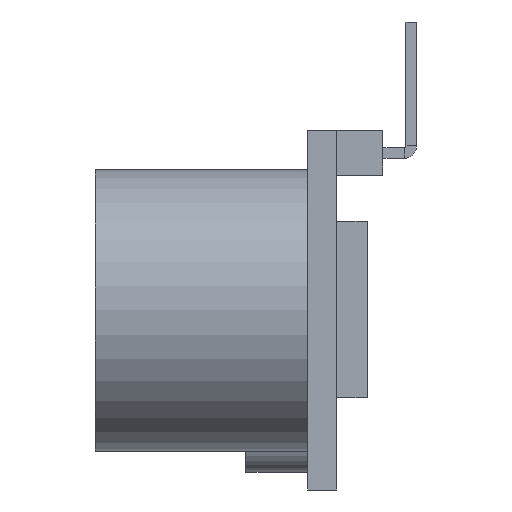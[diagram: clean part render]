
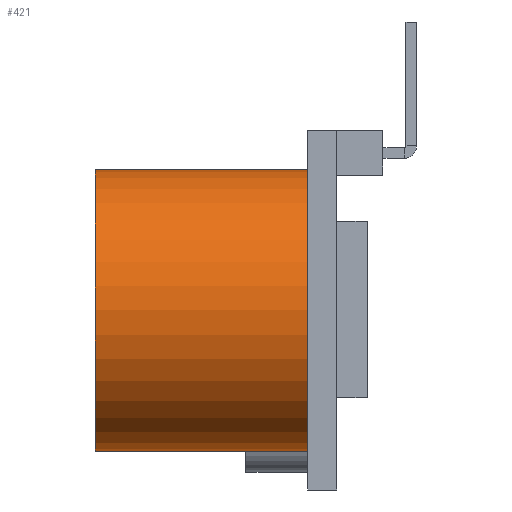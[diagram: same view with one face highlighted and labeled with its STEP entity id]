
A CAD part, left-side view. The second image highlights one B-rep face of the part: STEP entity #421.
In plain terms, the highlighted cylindrical face has radius 7.95 mm (diameter 15.9 mm), a partial arc.
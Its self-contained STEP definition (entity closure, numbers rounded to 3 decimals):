
#86 = CARTESIAN_POINT ( 'NONE',  ( -13.25, 1.65, 7.95 ) ) ;
#161 = ORIENTED_EDGE ( 'NONE', *, *, #1217, .F. ) ;
#269 = CARTESIAN_POINT ( 'NONE',  ( -13.25, 13.65, 7.95 ) ) ;
#410 = VERTEX_POINT ( 'NONE', #467 ) ;
#421 = ADVANCED_FACE ( 'NONE', ( #1277 ), #1682, .T. ) ;
#432 = AXIS2_PLACEMENT_3D ( 'NONE', #2450, #1408, #2039 ) ;
#434 = VERTEX_POINT ( 'NONE', #269 ) ;
#467 = CARTESIAN_POINT ( 'NONE',  ( -13.25, 13.65, -7.95 ) ) ;
#470 = CARTESIAN_POINT ( 'NONE',  ( -13.25, 1.65, -7.95 ) ) ;
#492 = EDGE_LOOP ( 'NONE', ( #2596, #161, #853, #1910 ) ) ;
#542 = VERTEX_POINT ( 'NONE', #470 ) ;
#549 = LINE ( 'NONE', #2243, #1970 ) ;
#551 = DIRECTION ( 'NONE',  ( 0., 0., 1. ) ) ;
#620 = CIRCLE ( 'NONE', #2496, 7.95 ) ;
#853 = ORIENTED_EDGE ( 'NONE', *, *, #941, .T. ) ;
#870 = CARTESIAN_POINT ( 'NONE',  ( -13.25, 13.65, 0. ) ) ;
#941 = EDGE_CURVE ( 'NONE', #410, #542, #549, .T. ) ;
#1098 = LINE ( 'NONE', #2349, #2033 ) ;
#1217 = EDGE_CURVE ( 'NONE', #410, #434, #1253, .T. ) ;
#1242 = AXIS2_PLACEMENT_3D ( 'NONE', #870, #1492, #2341 ) ;
#1253 = CIRCLE ( 'NONE', #432, 7.95 ) ;
#1277 = FACE_OUTER_BOUND ( 'NONE', #492, .T. ) ;
#1408 = DIRECTION ( 'NONE',  ( 0., 1., 0. ) ) ;
#1492 = DIRECTION ( 'NONE',  ( 0., -1., 0. ) ) ;
#1560 = DIRECTION ( 'NONE',  ( 0., 1., 0. ) ) ;
#1571 = EDGE_CURVE ( 'NONE', #542, #1668, #620, .T. ) ;
#1668 = VERTEX_POINT ( 'NONE', #86 ) ;
#1682 = CYLINDRICAL_SURFACE ( 'NONE', #1242, 7.95 ) ;
#1721 = DIRECTION ( 'NONE',  ( 0., -1., 0. ) ) ;
#1910 = ORIENTED_EDGE ( 'NONE', *, *, #1571, .T. ) ;
#1970 = VECTOR ( 'NONE', #1987, 1000. ) ;
#1973 = CARTESIAN_POINT ( 'NONE',  ( -13.25, 1.65, 0. ) ) ;
#1987 = DIRECTION ( 'NONE',  ( 0., -1., 0. ) ) ;
#2033 = VECTOR ( 'NONE', #1721, 1000. ) ;
#2039 = DIRECTION ( 'NONE',  ( 0., 0., 1. ) ) ;
#2162 = EDGE_CURVE ( 'NONE', #434, #1668, #1098, .T. ) ;
#2243 = CARTESIAN_POINT ( 'NONE',  ( -13.25, 13.65, -7.95 ) ) ;
#2341 = DIRECTION ( 'NONE',  ( 0., 0., -1. ) ) ;
#2349 = CARTESIAN_POINT ( 'NONE',  ( -13.25, 13.65, 7.95 ) ) ;
#2450 = CARTESIAN_POINT ( 'NONE',  ( -13.25, 13.65, 0. ) ) ;
#2496 = AXIS2_PLACEMENT_3D ( 'NONE', #1973, #1560, #551 ) ;
#2596 = ORIENTED_EDGE ( 'NONE', *, *, #2162, .F. ) ;
